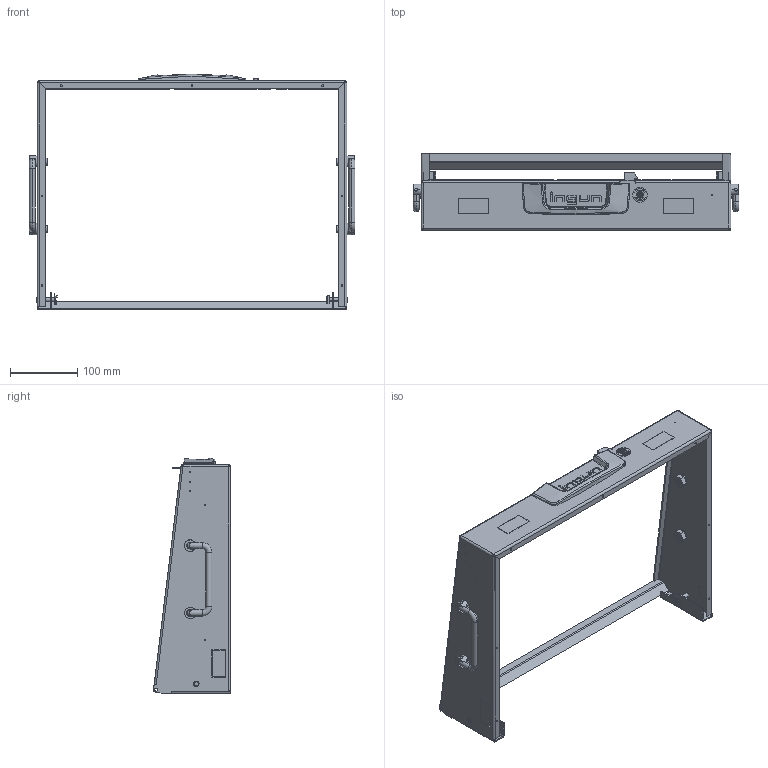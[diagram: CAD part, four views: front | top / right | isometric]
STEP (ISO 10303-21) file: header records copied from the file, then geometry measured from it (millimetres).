
FILE_DESCRIPTION (( 'STEP AP214' ), '1' );
FILE_NAME ('INGUN_113783.STEP', '2022-10-20T12:34:45', ( '' ), ( '' ), 'SwSTEP 2.0', 'SolidWorks 2021', '' );
FILE_SCHEMA (( 'AUTOMOTIVE_DESIGN' ));
Length unit declared in the file: millimetre
Products named in the file (18): 112026~0_Mitte<S>; DIN125~n_04,3 M04,0; INGUN_113783; 114196_001~0; 114364~0_S; 114196_002~0; 114196_004~0_S; 49317~0; 113784~0_S; 112992~2_S; 112024~0_S; 114196_003~0; DIN912~n_M04,0x012; 114196~0; DIN985-A2~n_M04,0; 32171~0_S; 112025~2_S; ISO7380~n_M03,0x005
Assembly tree (23 placements, depth 3):
  INGUN_113783
    113784~0_S
    32171~0_S
    112024~0_S
    112025~2_S
    DIN125~n_04,3 M04,0
    DIN985-A2~n_M04,0
    DIN912~n_M04,0x012
    112026~0_Mitte<S>
    112992~2_S  x2
    49317~0  x2
    ISO7380~n_M03,0x005
    114196~0  x2
      114196_001~0
      114196_002~0
      114196_003~0
      114196_004~0_S
    114364~0_S
Bounding box: 484 x 114.23 x 349.82 mm (x, y, z)
Volume: 335133.9 mm3; surface area: 327910.1 mm2
Topology: 30 solids, 30 shells, 1106 faces, 2878 edges, 1823 vertices
Faces by surface type: plane 451, cylinder 410, cone 102, bspline 87, torus 44, sphere 12
Entity records: 41534 total; most frequent: CARTESIAN_POINT 18666, ORIENTED_EDGE 4632, DIRECTION 4373, EDGE_CURVE 2316, AXIS2_PLACEMENT_3D 1571, VERTEX_POINT 1486, VECTOR 1231, LINE 1231
